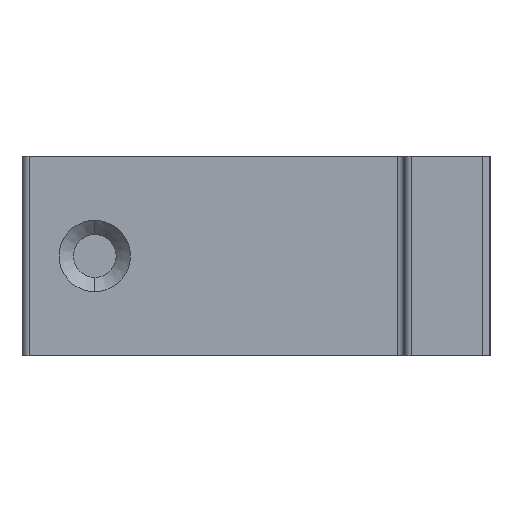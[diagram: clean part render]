
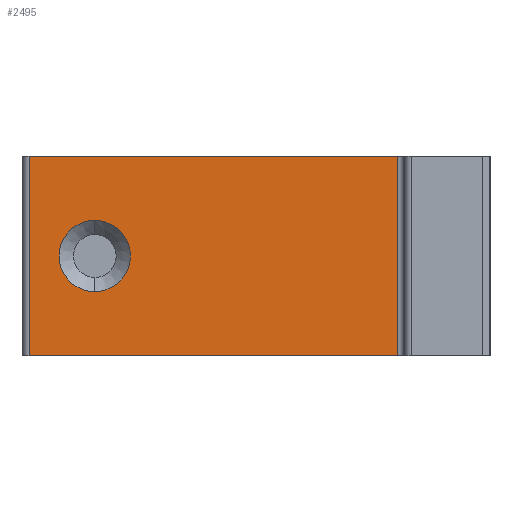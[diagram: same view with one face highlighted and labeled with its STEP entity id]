
A CAD part, left-side view. The second image highlights one B-rep face of the part: STEP entity #2495.
In plain terms, the highlighted planar face has unit normal (-1, 0, 0).
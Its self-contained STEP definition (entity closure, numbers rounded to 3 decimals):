
#67 = ORIENTED_EDGE ( 'NONE', *, *, #2371, .T. ) ;
#152 = DIRECTION ( 'NONE',  ( 0., 0., -1. ) ) ;
#224 = VECTOR ( 'NONE', #1181, 1000. ) ;
#244 = ORIENTED_EDGE ( 'NONE', *, *, #2222, .T. ) ;
#314 = CARTESIAN_POINT ( 'NONE',  ( -9., 6.5, 0. ) ) ;
#327 = EDGE_LOOP ( 'NONE', ( #2134, #1048, #908, #67 ) ) ;
#342 = EDGE_CURVE ( 'NONE', #545, #1125, #2266, .T. ) ;
#350 = LINE ( 'NONE', #1366, #224 ) ;
#352 = VERTEX_POINT ( 'NONE', #314 ) ;
#366 = CARTESIAN_POINT ( 'NONE',  ( -9., 27.7, 4.5 ) ) ;
#370 = LINE ( 'NONE', #2165, #1747 ) ;
#392 = CARTESIAN_POINT ( 'NONE',  ( -9., 6.5, 14. ) ) ;
#448 = CARTESIAN_POINT ( 'NONE',  ( -9., 6., 14. ) ) ;
#521 = CARTESIAN_POINT ( 'NONE',  ( -9., 32.3, 0. ) ) ;
#545 = VERTEX_POINT ( 'NONE', #2340 ) ;
#637 = AXIS2_PLACEMENT_3D ( 'NONE', #900, #1918, #2050 ) ;
#722 = CARTESIAN_POINT ( 'NONE',  ( -9., 27.7, 7. ) ) ;
#791 = AXIS2_PLACEMENT_3D ( 'NONE', #2271, #2087, #1618 ) ;
#800 = EDGE_CURVE ( 'NONE', #545, #1977, #2364, .T. ) ;
#804 = VERTEX_POINT ( 'NONE', #366 ) ;
#880 = VERTEX_POINT ( 'NONE', #1229 ) ;
#900 = CARTESIAN_POINT ( 'NONE',  ( -9., 6., 14. ) ) ;
#908 = ORIENTED_EDGE ( 'NONE', *, *, #1508, .T. ) ;
#935 = VECTOR ( 'NONE', #152, 1000. ) ;
#987 = CIRCLE ( 'NONE', #1958, 2.5 ) ;
#1048 = ORIENTED_EDGE ( 'NONE', *, *, #800, .T. ) ;
#1114 = PLANE ( 'NONE',  #637 ) ;
#1125 = VERTEX_POINT ( 'NONE', #392 ) ;
#1181 = DIRECTION ( 'NONE',  ( 0., -1., 0. ) ) ;
#1186 = DIRECTION ( 'NONE',  ( 0., 0., 1. ) ) ;
#1229 = CARTESIAN_POINT ( 'NONE',  ( -9., 27.7, 9.5 ) ) ;
#1250 = CIRCLE ( 'NONE', #791, 2.5 ) ;
#1263 = DIRECTION ( 'NONE',  ( 0., -1., 0. ) ) ;
#1366 = CARTESIAN_POINT ( 'NONE',  ( -9., 6., 0. ) ) ;
#1508 = EDGE_CURVE ( 'NONE', #1977, #352, #350, .T. ) ;
#1565 = CARTESIAN_POINT ( 'NONE',  ( -9., 32.3, 14. ) ) ;
#1586 = VECTOR ( 'NONE', #1263, 1000. ) ;
#1598 = EDGE_CURVE ( 'NONE', #804, #880, #1250, .T. ) ;
#1618 = DIRECTION ( 'NONE',  ( 0., 0., -1. ) ) ;
#1665 = FACE_OUTER_BOUND ( 'NONE', #327, .T. ) ;
#1747 = VECTOR ( 'NONE', #1186, 1000. ) ;
#1901 = FACE_BOUND ( 'NONE', #2023, .T. ) ;
#1918 = DIRECTION ( 'NONE',  ( 1., 0., 0. ) ) ;
#1958 = AXIS2_PLACEMENT_3D ( 'NONE', #722, #2553, #2494 ) ;
#1977 = VERTEX_POINT ( 'NONE', #521 ) ;
#2023 = EDGE_LOOP ( 'NONE', ( #244, #2572 ) ) ;
#2050 = DIRECTION ( 'NONE',  ( 0., 0., -1. ) ) ;
#2087 = DIRECTION ( 'NONE',  ( 1., 0., 0. ) ) ;
#2134 = ORIENTED_EDGE ( 'NONE', *, *, #342, .F. ) ;
#2165 = CARTESIAN_POINT ( 'NONE',  ( -9., 6.5, 14. ) ) ;
#2222 = EDGE_CURVE ( 'NONE', #880, #804, #987, .T. ) ;
#2266 = LINE ( 'NONE', #448, #1586 ) ;
#2271 = CARTESIAN_POINT ( 'NONE',  ( -9., 27.7, 7. ) ) ;
#2340 = CARTESIAN_POINT ( 'NONE',  ( -9., 32.3, 14. ) ) ;
#2364 = LINE ( 'NONE', #1565, #935 ) ;
#2371 = EDGE_CURVE ( 'NONE', #352, #1125, #370, .T. ) ;
#2494 = DIRECTION ( 'NONE',  ( 0., 0., -1. ) ) ;
#2495 = ADVANCED_FACE ( 'NONE', ( #1901, #1665 ), #1114, .F. ) ;
#2553 = DIRECTION ( 'NONE',  ( 1., 0., 0. ) ) ;
#2572 = ORIENTED_EDGE ( 'NONE', *, *, #1598, .T. ) ;
